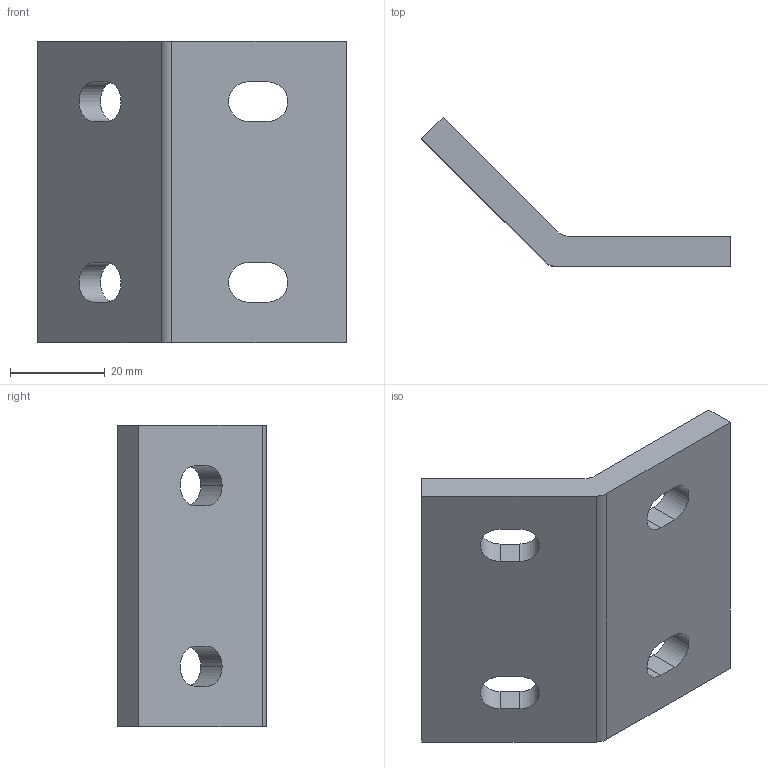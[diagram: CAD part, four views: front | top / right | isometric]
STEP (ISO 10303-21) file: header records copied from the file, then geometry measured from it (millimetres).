
FILE_DESCRIPTION (( 'STEP AP203' ), '1' );
FILE_NAME ('653291.SLDPRT.step', '2003-10-13T11:33:06', ( 'Jerry Winters' ), ( 'GoEngineer' ), 'SwSTEP 2.0', 'SolidWorks 2003174', '' );
FILE_SCHEMA (( 'CONFIG_CONTROL_DESIGN' ));
Length unit declared in the file: inch
Products named in the file (1): 653291.SLDPRT
Bounding box: 65.04 x 31.43 x 63.5 mm (x, y, z)
Volume: 27399 mm3; surface area: 11229.5 mm2
Topology: 1 solids, 1 shells, 28 faces, 78 edges, 52 vertices
Faces by surface type: plane 16, cylinder 12
Entity records: 1001 total; most frequent: DIRECTION 160, CARTESIAN_POINT 159, ORIENTED_EDGE 156, EDGE_CURVE 78, LINE 54, VECTOR 54, AXIS2_PLACEMENT_3D 53, VERTEX_POINT 52
